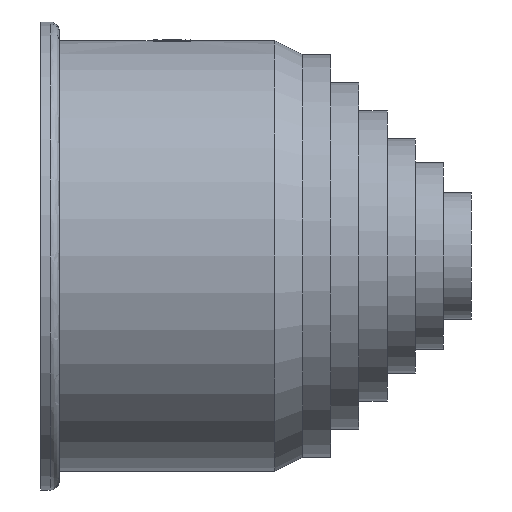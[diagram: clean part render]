
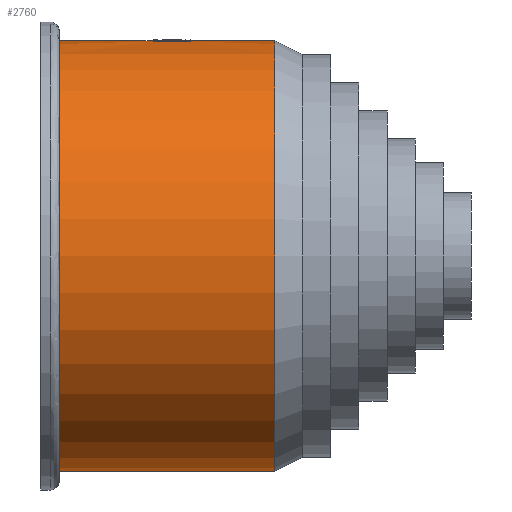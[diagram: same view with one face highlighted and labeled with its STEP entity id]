
A CAD part, front view. The second image highlights one B-rep face of the part: STEP entity #2760.
In plain terms, the highlighted cylindrical face has radius 23 mm (diameter 46 mm), a partial arc.
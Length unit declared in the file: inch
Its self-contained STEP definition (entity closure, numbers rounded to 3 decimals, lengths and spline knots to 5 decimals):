
#22 = AXIS2_PLACEMENT_3D ( 'NONE', #1112, #5469, #4479 ) ;
#229 = VERTEX_POINT ( 'NONE', #2555 ) ;
#267 = ORIENTED_EDGE ( 'NONE', *, *, #1994, .F. ) ;
#279 = AXIS2_PLACEMENT_3D ( 'NONE', #1200, #1584, #752 ) ;
#688 = ORIENTED_EDGE ( 'NONE', *, *, #4542, .T. ) ;
#752 = DIRECTION ( 'NONE',  ( 0., 0., -1. ) ) ;
#790 = DIRECTION ( 'NONE',  ( 0., 0., -1. ) ) ;
#791 = CARTESIAN_POINT ( 'NONE',  ( 0.98425, 0., 0. ) ) ;
#836 = AXIS2_PLACEMENT_3D ( 'NONE', #791, #1237, #5526 ) ;
#944 = DIRECTION ( 'NONE',  ( 1., 0., 0. ) ) ;
#954 = CARTESIAN_POINT ( 'NONE',  ( 0.5315, -0.07874, 0.90208 ) ) ;
#1112 = CARTESIAN_POINT ( 'NONE',  ( 0.5315, 0., 0. ) ) ;
#1189 = VECTOR ( 'NONE', #944, 39.37008 ) ;
#1200 = CARTESIAN_POINT ( 'NONE',  ( 0.62992, 0., 0. ) ) ;
#1237 = DIRECTION ( 'NONE',  ( -1., 0., 0. ) ) ;
#1511 = LINE ( 'NONE', #5800, #1189 ) ;
#1545 = VECTOR ( 'NONE', #4782, 39.37008 ) ;
#1564 = VERTEX_POINT ( 'NONE', #3479 ) ;
#1584 = DIRECTION ( 'NONE',  ( 1., 0., 0. ) ) ;
#1663 = CARTESIAN_POINT ( 'NONE',  ( 0.5315, 0., 0.90551 ) ) ;
#1730 = EDGE_CURVE ( 'NONE', #5858, #5570, #6233, .T. ) ;
#1751 = CARTESIAN_POINT ( 'NONE',  ( 0.5315, 0., 0.90551 ) ) ;
#1853 = VERTEX_POINT ( 'NONE', #3663 ) ;
#1929 = EDGE_CURVE ( 'NONE', #229, #1853, #4351, .T. ) ;
#1932 = CARTESIAN_POINT ( 'NONE',  ( 0.62992, -0.07874, 0.90208 ) ) ;
#1982 = ORIENTED_EDGE ( 'NONE', *, *, #5105, .T. ) ;
#1994 = EDGE_CURVE ( 'NONE', #229, #1564, #3798, .T. ) ;
#2005 = EDGE_CURVE ( 'NONE', #3975, #1564, #4254, .T. ) ;
#2067 = EDGE_LOOP ( 'NONE', ( #267, #5412, #1982, #688, #5097, #2450, #2642, #4472 ) ) ;
#2281 = CARTESIAN_POINT ( 'NONE',  ( 0.07874, 0., 0. ) ) ;
#2450 = ORIENTED_EDGE ( 'NONE', *, *, #1730, .T. ) ;
#2526 = AXIS2_PLACEMENT_3D ( 'NONE', #6163, #3669, #790 ) ;
#2555 = CARTESIAN_POINT ( 'NONE',  ( 0.07874, 0., 0.90551 ) ) ;
#2596 = LINE ( 'NONE', #1663, #3860 ) ;
#2642 = ORIENTED_EDGE ( 'NONE', *, *, #4787, .T. ) ;
#2760 = ADVANCED_FACE ( 'NONE', ( #3256 ), #5189, .T. ) ;
#3181 = DIRECTION ( 'NONE',  ( 1., 0., 0. ) ) ;
#3256 = FACE_OUTER_BOUND ( 'NONE', #2067, .T. ) ;
#3291 = CARTESIAN_POINT ( 'NONE',  ( 0.47244, -0.07874, 0.90208 ) ) ;
#3479 = CARTESIAN_POINT ( 'NONE',  ( 0.47244, 0., 0.90551 ) ) ;
#3483 = CARTESIAN_POINT ( 'NONE',  ( 0.98425, 0., -0.90551 ) ) ;
#3663 = CARTESIAN_POINT ( 'NONE',  ( 0.07874, 0., -0.90551 ) ) ;
#3669 = DIRECTION ( 'NONE',  ( -1., 0., 0. ) ) ;
#3752 = VECTOR ( 'NONE', #3181, 39.37008 ) ;
#3798 = LINE ( 'NONE', #1751, #3752 ) ;
#3860 = VECTOR ( 'NONE', #5388, 39.37008 ) ;
#3975 = VERTEX_POINT ( 'NONE', #3291 ) ;
#4147 = EDGE_CURVE ( 'NONE', #5858, #6231, #2596, .T. ) ;
#4220 = CARTESIAN_POINT ( 'NONE',  ( 0.62992, 0., 0.90551 ) ) ;
#4254 = CIRCLE ( 'NONE', #2526, 0.90551 ) ;
#4276 = DIRECTION ( 'NONE',  ( 1., 0., 0. ) ) ;
#4351 = CIRCLE ( 'NONE', #6161, 0.90551 ) ;
#4466 = CIRCLE ( 'NONE', #836, 0.90551 ) ;
#4472 = ORIENTED_EDGE ( 'NONE', *, *, #2005, .T. ) ;
#4479 = DIRECTION ( 'NONE',  ( 0., 0., -1. ) ) ;
#4542 = EDGE_CURVE ( 'NONE', #5991, #6231, #4466, .T. ) ;
#4685 = DIRECTION ( 'NONE',  ( 0., 0., -1. ) ) ;
#4782 = DIRECTION ( 'NONE',  ( -1., 0., 0. ) ) ;
#4787 = EDGE_CURVE ( 'NONE', #5570, #3975, #6164, .T. ) ;
#5097 = ORIENTED_EDGE ( 'NONE', *, *, #4147, .F. ) ;
#5105 = EDGE_CURVE ( 'NONE', #1853, #5991, #1511, .T. ) ;
#5150 = CARTESIAN_POINT ( 'NONE',  ( 0.98425, 0., 0.90551 ) ) ;
#5189 = CYLINDRICAL_SURFACE ( 'NONE', #22, 0.90551 ) ;
#5388 = DIRECTION ( 'NONE',  ( 1., 0., 0. ) ) ;
#5412 = ORIENTED_EDGE ( 'NONE', *, *, #1929, .T. ) ;
#5469 = DIRECTION ( 'NONE',  ( 1., 0., 0. ) ) ;
#5526 = DIRECTION ( 'NONE',  ( 0., 0., -1. ) ) ;
#5570 = VERTEX_POINT ( 'NONE', #1932 ) ;
#5800 = CARTESIAN_POINT ( 'NONE',  ( 0.5315, 0., -0.90551 ) ) ;
#5858 = VERTEX_POINT ( 'NONE', #4220 ) ;
#5991 = VERTEX_POINT ( 'NONE', #3483 ) ;
#6161 = AXIS2_PLACEMENT_3D ( 'NONE', #2281, #4276, #4685 ) ;
#6163 = CARTESIAN_POINT ( 'NONE',  ( 0.47244, 0., 0. ) ) ;
#6164 = LINE ( 'NONE', #954, #1545 ) ;
#6231 = VERTEX_POINT ( 'NONE', #5150 ) ;
#6233 = CIRCLE ( 'NONE', #279, 0.90551 ) ;
